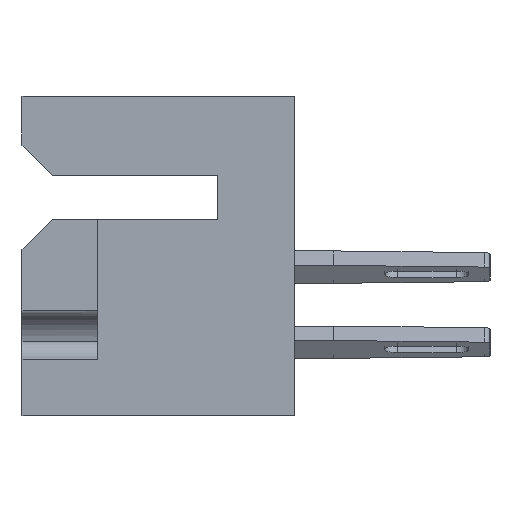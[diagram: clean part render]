
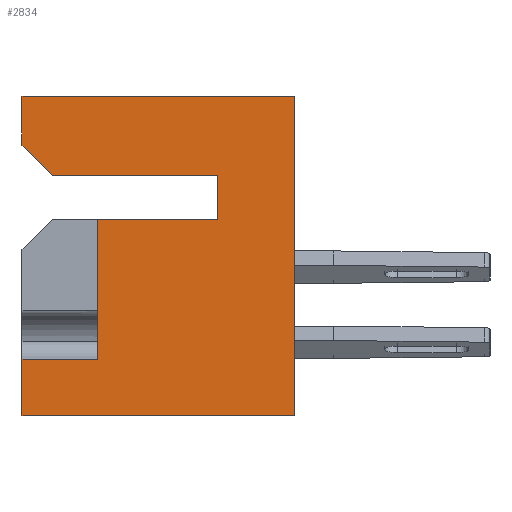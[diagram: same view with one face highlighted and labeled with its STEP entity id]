
A CAD part, left-side view. The second image highlights one B-rep face of the part: STEP entity #2834.
In plain terms, the highlighted planar face has unit normal (-1, 0, 0).
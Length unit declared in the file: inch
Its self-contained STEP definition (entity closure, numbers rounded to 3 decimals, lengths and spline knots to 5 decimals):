
#1346 = ORIENTED_EDGE ( 'NONE', *, *, #7245, .T. ) ;
#1916 = LINE ( 'NONE', #10899, #27343 ) ;
#2097 = VERTEX_POINT ( 'NONE', #4889 ) ;
#2772 = DIRECTION ( 'NONE',  ( 0., 1., 0. ) ) ;
#2834 = ADVANCED_FACE ( 'NONE', ( #13312 ), #17184, .F. ) ;
#3026 = EDGE_CURVE ( 'NONE', #4491, #11185, #15933, .T. ) ;
#3730 = DIRECTION ( 'NONE',  ( 0., 1., 0. ) ) ;
#3843 = EDGE_LOOP ( 'NONE', ( #7155, #7644, #15379, #9560, #23494, #19643, #24431, #18117, #17582, #1346, #8392 ) ) ;
#4491 = VERTEX_POINT ( 'NONE', #12427 ) ;
#4751 = CARTESIAN_POINT ( 'NONE',  ( 0., 0.453, 0. ) ) ;
#4889 = CARTESIAN_POINT ( 'NONE',  ( 0., 0.128, -0.131 ) ) ;
#5032 = LINE ( 'NONE', #14875, #13651 ) ;
#5301 = VECTOR ( 'NONE', #26245, 39.37008 ) ;
#5391 = VERTEX_POINT ( 'NONE', #6794 ) ;
#5490 = EDGE_CURVE ( 'NONE', #5391, #11185, #23389, .T. ) ;
#5829 = VECTOR ( 'NONE', #8063, 39.37008 ) ;
#6271 = DIRECTION ( 'NONE',  ( 0., -0.707, -0.707 ) ) ;
#6299 = EDGE_CURVE ( 'NONE', #20346, #9592, #22972, .T. ) ;
#6454 = LINE ( 'NONE', #19593, #21411 ) ;
#6769 = DIRECTION ( 'NONE',  ( 0., 0., 1. ) ) ;
#6794 = CARTESIAN_POINT ( 'NONE',  ( 0., 0., -0.531 ) ) ;
#7136 = DIRECTION ( 'NONE',  ( 0., 0., 1. ) ) ;
#7155 = ORIENTED_EDGE ( 'NONE', *, *, #8689, .T. ) ;
#7245 = EDGE_CURVE ( 'NONE', #26319, #9592, #6454, .T. ) ;
#7644 = ORIENTED_EDGE ( 'NONE', *, *, #30833, .F. ) ;
#8063 = DIRECTION ( 'NONE',  ( 0., 0., 1. ) ) ;
#8392 = ORIENTED_EDGE ( 'NONE', *, *, #6299, .F. ) ;
#8689 = EDGE_CURVE ( 'NONE', #20346, #12338, #18307, .T. ) ;
#9535 = AXIS2_PLACEMENT_3D ( 'NONE', #4751, #26477, #23861 ) ;
#9560 = ORIENTED_EDGE ( 'NONE', *, *, #5490, .T. ) ;
#9592 = VERTEX_POINT ( 'NONE', #27699 ) ;
#10899 = CARTESIAN_POINT ( 'NONE',  ( 0., 0.403, -0.131 ) ) ;
#11185 = VERTEX_POINT ( 'NONE', #28968 ) ;
#11752 = CARTESIAN_POINT ( 'NONE',  ( 0., 0.453, -0.437 ) ) ;
#12112 = CARTESIAN_POINT ( 'NONE',  ( 0., 0., 0. ) ) ;
#12338 = VERTEX_POINT ( 'NONE', #11752 ) ;
#12393 = LINE ( 'NONE', #24152, #25836 ) ;
#12427 = CARTESIAN_POINT ( 'NONE',  ( 0., 0.453, 0. ) ) ;
#12475 = DIRECTION ( 'NONE',  ( 0., -1., 0. ) ) ;
#12634 = EDGE_CURVE ( 'NONE', #21201, #5391, #5032, .T. ) ;
#12696 = CARTESIAN_POINT ( 'NONE',  ( 0., 0.453, 0. ) ) ;
#12706 = VECTOR ( 'NONE', #3730, 39.37008 ) ;
#12933 = VECTOR ( 'NONE', #24406, 39.37008 ) ;
#13312 = FACE_OUTER_BOUND ( 'NONE', #3843, .T. ) ;
#13651 = VECTOR ( 'NONE', #12475, 39.37008 ) ;
#14378 = EDGE_CURVE ( 'NONE', #17757, #4491, #12393, .T. ) ;
#14472 = VECTOR ( 'NONE', #23796, 39.37008 ) ;
#14875 = CARTESIAN_POINT ( 'NONE',  ( 0., 0.453, -0.531 ) ) ;
#15379 = ORIENTED_EDGE ( 'NONE', *, *, #12634, .T. ) ;
#15933 = LINE ( 'NONE', #12696, #12933 ) ;
#17184 = PLANE ( 'NONE',  #9535 ) ;
#17582 = ORIENTED_EDGE ( 'NONE', *, *, #22738, .F. ) ;
#17757 = VERTEX_POINT ( 'NONE', #28156 ) ;
#18117 = ORIENTED_EDGE ( 'NONE', *, *, #26533, .F. ) ;
#18307 = LINE ( 'NONE', #18366, #12706 ) ;
#18366 = CARTESIAN_POINT ( 'NONE',  ( 0., 0.328, -0.437 ) ) ;
#18686 = CARTESIAN_POINT ( 'NONE',  ( 0., 0.403, -0.131 ) ) ;
#18771 = LINE ( 'NONE', #21237, #5301 ) ;
#19593 = CARTESIAN_POINT ( 'NONE',  ( 0., 0.128, -0.205 ) ) ;
#19643 = ORIENTED_EDGE ( 'NONE', *, *, #14378, .F. ) ;
#20346 = VERTEX_POINT ( 'NONE', #28430 ) ;
#20432 = LINE ( 'NONE', #30808, #14472 ) ;
#21201 = VERTEX_POINT ( 'NONE', #27493 ) ;
#21237 = CARTESIAN_POINT ( 'NONE',  ( 0., 0.128, -0.131 ) ) ;
#21411 = VECTOR ( 'NONE', #2772, 39.37008 ) ;
#21474 = VECTOR ( 'NONE', #6769, 39.37008 ) ;
#22340 = CARTESIAN_POINT ( 'NONE',  ( 0., 0.453, 0. ) ) ;
#22738 = EDGE_CURVE ( 'NONE', #26319, #2097, #18771, .T. ) ;
#22791 = CARTESIAN_POINT ( 'NONE',  ( 0., 0.128, -0.205 ) ) ;
#22972 = LINE ( 'NONE', #27216, #21474 ) ;
#23104 = EDGE_CURVE ( 'NONE', #17757, #25227, #1916, .T. ) ;
#23389 = LINE ( 'NONE', #12112, #5829 ) ;
#23494 = ORIENTED_EDGE ( 'NONE', *, *, #3026, .F. ) ;
#23796 = DIRECTION ( 'NONE',  ( 0., 1., 0. ) ) ;
#23861 = DIRECTION ( 'NONE',  ( 0., 0., -1. ) ) ;
#24152 = CARTESIAN_POINT ( 'NONE',  ( 0., 0.453, 0. ) ) ;
#24406 = DIRECTION ( 'NONE',  ( 0., -1., 0. ) ) ;
#24431 = ORIENTED_EDGE ( 'NONE', *, *, #23104, .T. ) ;
#24569 = DIRECTION ( 'NONE',  ( 0., 0., 1. ) ) ;
#25227 = VERTEX_POINT ( 'NONE', #18686 ) ;
#25836 = VECTOR ( 'NONE', #7136, 39.37008 ) ;
#26245 = DIRECTION ( 'NONE',  ( 0., 0., 1. ) ) ;
#26319 = VERTEX_POINT ( 'NONE', #22791 ) ;
#26477 = DIRECTION ( 'NONE',  ( 1., 0., 0. ) ) ;
#26533 = EDGE_CURVE ( 'NONE', #2097, #25227, #20432, .T. ) ;
#27216 = CARTESIAN_POINT ( 'NONE',  ( 0., 0.328, -0.205 ) ) ;
#27343 = VECTOR ( 'NONE', #6271, 39.37008 ) ;
#27493 = CARTESIAN_POINT ( 'NONE',  ( 0., 0.453, -0.531 ) ) ;
#27699 = CARTESIAN_POINT ( 'NONE',  ( 0., 0.328, -0.205 ) ) ;
#28156 = CARTESIAN_POINT ( 'NONE',  ( 0., 0.453, -0.081 ) ) ;
#28430 = CARTESIAN_POINT ( 'NONE',  ( 0., 0.328, -0.437 ) ) ;
#28478 = VECTOR ( 'NONE', #24569, 39.37008 ) ;
#28968 = CARTESIAN_POINT ( 'NONE',  ( 0., 0., 0. ) ) ;
#30718 = LINE ( 'NONE', #22340, #28478 ) ;
#30808 = CARTESIAN_POINT ( 'NONE',  ( 0., 0.128, -0.131 ) ) ;
#30833 = EDGE_CURVE ( 'NONE', #21201, #12338, #30718, .T. ) ;
